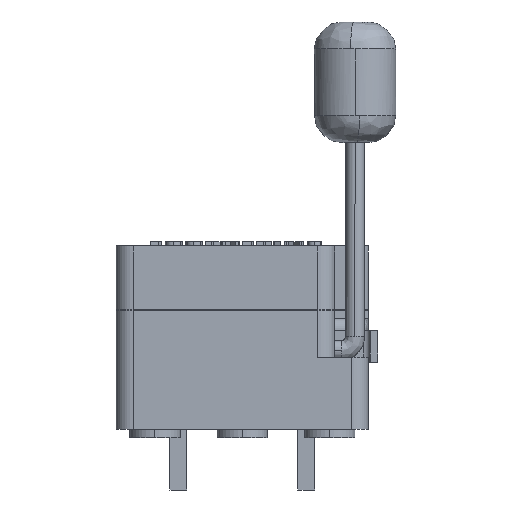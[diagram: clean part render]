
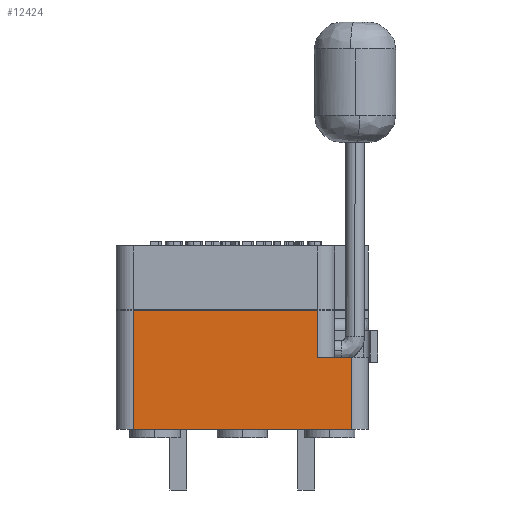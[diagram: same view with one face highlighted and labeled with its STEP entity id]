
A CAD part, left-side view. The second image highlights one B-rep face of the part: STEP entity #12424.
In plain terms, the highlighted planar face has unit normal (-1, 0, 0).
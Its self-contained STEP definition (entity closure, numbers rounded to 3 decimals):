
#941 = VECTOR ( 'NONE', #11682, 1000. ) ;
#966 = PLANE ( 'NONE',  #4259 ) ;
#1249 = EDGE_CURVE ( 'NONE', #20516, #10026, #20205, .T. ) ;
#2248 = VECTOR ( 'NONE', #13413, 1000. ) ;
#4259 = AXIS2_PLACEMENT_3D ( 'NONE', #11601, #26178, #5140 ) ;
#4455 = CARTESIAN_POINT ( 'NONE',  ( -20., -4.5, 7.1 ) ) ;
#5140 = DIRECTION ( 'NONE',  ( 0., 0., -1. ) ) ;
#5248 = CARTESIAN_POINT ( 'NONE',  ( -20., 0., 7.1 ) ) ;
#5829 = VECTOR ( 'NONE', #18803, 1000. ) ;
#6162 = LINE ( 'NONE', #16984, #5829 ) ;
#7229 = LINE ( 'NONE', #5248, #18175 ) ;
#7622 = EDGE_CURVE ( 'NONE', #18315, #20516, #10833, .T. ) ;
#7707 = DIRECTION ( 'NONE',  ( 0., 0., 1. ) ) ;
#7745 = CARTESIAN_POINT ( 'NONE',  ( -20., -6.5, 7.1 ) ) ;
#10026 = VERTEX_POINT ( 'NONE', #22583 ) ;
#10601 = CARTESIAN_POINT ( 'NONE',  ( -20., 6.5, 0. ) ) ;
#10833 = LINE ( 'NONE', #27658, #11047 ) ;
#11047 = VECTOR ( 'NONE', #25124, 1000. ) ;
#11306 = DIRECTION ( 'NONE',  ( 0., 1., 0. ) ) ;
#11601 = CARTESIAN_POINT ( 'NONE',  ( -20., -7.5, 7.1 ) ) ;
#11682 = DIRECTION ( 'NONE',  ( 0., 0., -1. ) ) ;
#12064 = VECTOR ( 'NONE', #7707, 1000. ) ;
#12424 = ADVANCED_FACE ( 'NONE', ( #17779 ), #966, .F. ) ;
#12602 = CARTESIAN_POINT ( 'NONE',  ( -20., -6.5, 0. ) ) ;
#13413 = DIRECTION ( 'NONE',  ( 0., 0., -1. ) ) ;
#13417 = EDGE_CURVE ( 'NONE', #15561, #10026, #7229, .T. ) ;
#13554 = LINE ( 'NONE', #4455, #2248 ) ;
#15505 = ORIENTED_EDGE ( 'NONE', *, *, #7622, .F. ) ;
#15561 = VERTEX_POINT ( 'NONE', #24531 ) ;
#16304 = LINE ( 'NONE', #7745, #941 ) ;
#16984 = CARTESIAN_POINT ( 'NONE',  ( -20., 0., 4.3 ) ) ;
#17086 = EDGE_LOOP ( 'NONE', ( #19908, #21524, #23687, #15505, #21931, #22912 ) ) ;
#17779 = FACE_OUTER_BOUND ( 'NONE', #17086, .T. ) ;
#17960 = VERTEX_POINT ( 'NONE', #23630 ) ;
#18175 = VECTOR ( 'NONE', #11306, 1000. ) ;
#18315 = VERTEX_POINT ( 'NONE', #12602 ) ;
#18369 = EDGE_CURVE ( 'NONE', #15561, #25585, #13554, .T. ) ;
#18803 = DIRECTION ( 'NONE',  ( 0., -1., 0. ) ) ;
#18881 = EDGE_CURVE ( 'NONE', #25585, #17960, #6162, .T. ) ;
#19908 = ORIENTED_EDGE ( 'NONE', *, *, #18369, .F. ) ;
#20205 = LINE ( 'NONE', #24805, #12064 ) ;
#20516 = VERTEX_POINT ( 'NONE', #10601 ) ;
#20707 = EDGE_CURVE ( 'NONE', #17960, #18315, #16304, .T. ) ;
#21524 = ORIENTED_EDGE ( 'NONE', *, *, #13417, .T. ) ;
#21931 = ORIENTED_EDGE ( 'NONE', *, *, #20707, .F. ) ;
#22583 = CARTESIAN_POINT ( 'NONE',  ( -20., 6.5, 7.1 ) ) ;
#22912 = ORIENTED_EDGE ( 'NONE', *, *, #18881, .F. ) ;
#23630 = CARTESIAN_POINT ( 'NONE',  ( -20., -6.5, 4.3 ) ) ;
#23687 = ORIENTED_EDGE ( 'NONE', *, *, #1249, .F. ) ;
#24531 = CARTESIAN_POINT ( 'NONE',  ( -20., -4.5, 7.1 ) ) ;
#24735 = CARTESIAN_POINT ( 'NONE',  ( -20., -4.5, 4.3 ) ) ;
#24805 = CARTESIAN_POINT ( 'NONE',  ( -20., 6.5, 7.1 ) ) ;
#25124 = DIRECTION ( 'NONE',  ( 0., 1., 0. ) ) ;
#25585 = VERTEX_POINT ( 'NONE', #24735 ) ;
#26178 = DIRECTION ( 'NONE',  ( 1., 0., 0. ) ) ;
#27658 = CARTESIAN_POINT ( 'NONE',  ( -20., 0., 0. ) ) ;
